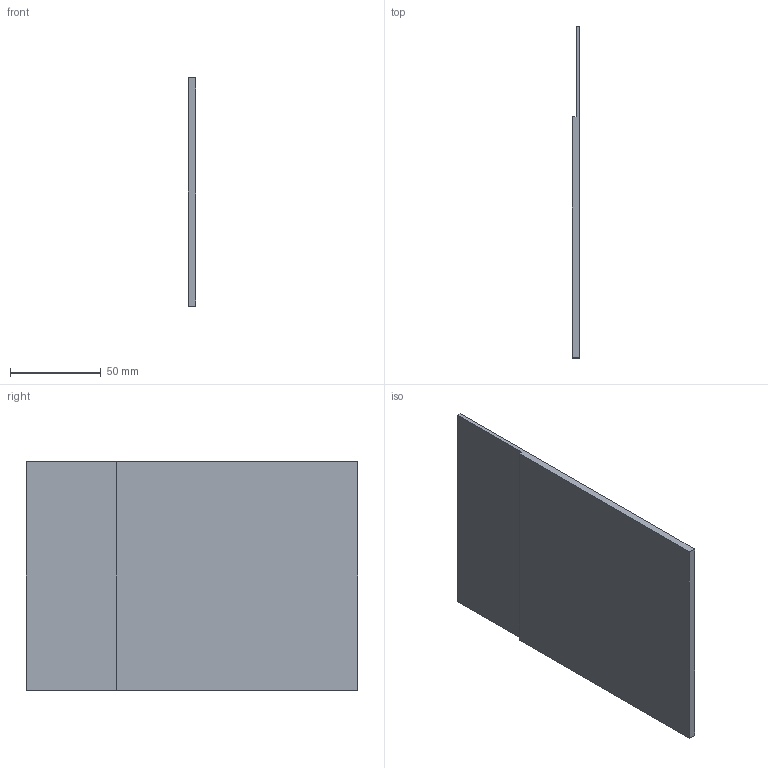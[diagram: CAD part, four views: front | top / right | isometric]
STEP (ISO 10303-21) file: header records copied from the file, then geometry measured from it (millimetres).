
FILE_DESCRIPTION(('HOOPS Exchange Step'),'2;1');
FILE_NAME('temp_export','2023-06-30T10:05:43+01:00',('igorn'),('Shapr3D Limited'),'HOOPS Exchange 2022.2','Shapr3D','Authorized');
FILE_SCHEMA( ('AUTOMOTIVE_DESIGN { 1 0 10303 214 1 1 1 1 }') );
Length unit declared in the file: millimetre
Products named in the file (1): back n1
Bounding box: 4 x 182.93 x 126 mm (x, y, z)
Volume: 79596 mm3; surface area: 48369.4 mm2
Topology: 1 solids, 1 shells, 11 faces, 40 edges, 31 vertices
Faces by surface type: plane 11
Entity records: 471 total; most frequent: CARTESIAN_POINT 85, ORIENTED_EDGE 82, DIRECTION 65, VECTOR 41, LINE 41, EDGE_CURVE 41, VERTEX_POINT 32, AXIS2_PLACEMENT_3D 12
